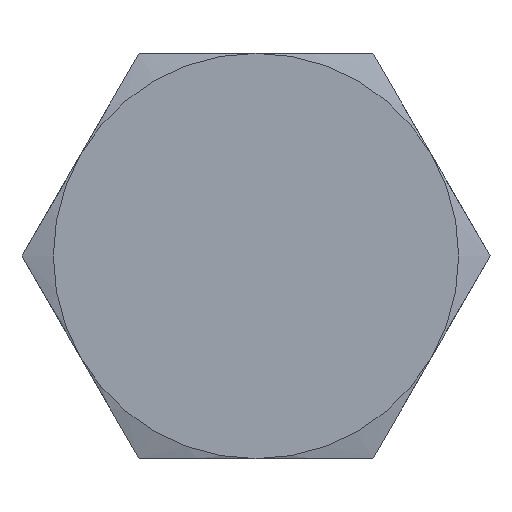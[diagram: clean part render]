
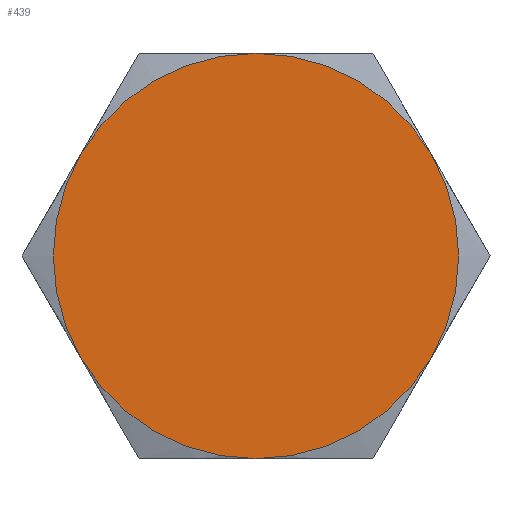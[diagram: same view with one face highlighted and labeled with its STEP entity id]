
A CAD part, left-side view. The second image highlights one B-rep face of the part: STEP entity #439.
In plain terms, the highlighted planar face has unit normal (-1, 0, 0).
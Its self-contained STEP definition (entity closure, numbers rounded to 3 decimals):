
#175=ORIENTED_EDGE('',*,*,#232,.F.);
#176=ORIENTED_EDGE('',*,*,#231,.F.);
#177=ORIENTED_EDGE('',*,*,#230,.F.);
#178=ORIENTED_EDGE('',*,*,#233,.F.);
#179=ORIENTED_EDGE('',*,*,#229,.F.);
#180=ORIENTED_EDGE('',*,*,#228,.F.);
#228=EDGE_CURVE('',#265,#262,#285,.T.);
#229=EDGE_CURVE('',#262,#272,#286,.T.);
#230=EDGE_CURVE('',#271,#269,#287,.T.);
#231=EDGE_CURVE('',#269,#267,#288,.T.);
#232=EDGE_CURVE('',#267,#265,#289,.T.);
#233=EDGE_CURVE('',#272,#271,#290,.T.);
#262=VERTEX_POINT('',#833);
#265=VERTEX_POINT('',#847);
#267=VERTEX_POINT('',#859);
#269=VERTEX_POINT('',#871);
#271=VERTEX_POINT('',#883);
#272=VERTEX_POINT('',#894);
#285=CIRCLE('',#490,13.5);
#286=CIRCLE('',#492,13.5);
#287=CIRCLE('',#494,13.5);
#288=CIRCLE('',#496,13.5);
#289=CIRCLE('',#498,13.5);
#290=CIRCLE('',#500,13.5);
#343=EDGE_LOOP('',(#175,#176,#177,#178,#179,#180));
#398=FACE_BOUND('',#343,.T.);
#410=PLANE('',#499);
#439=ADVANCED_FACE('',(#398),#410,.F.);
#490=AXIS2_PLACEMENT_3D('',#900,#588,#589);
#492=AXIS2_PLACEMENT_3D('',#902,#592,#593);
#494=AXIS2_PLACEMENT_3D('',#904,#596,#597);
#496=AXIS2_PLACEMENT_3D('',#906,#600,#601);
#498=AXIS2_PLACEMENT_3D('',#908,#604,#605);
#499=AXIS2_PLACEMENT_3D('',#909,#606,#607);
#500=AXIS2_PLACEMENT_3D('',#910,#608,#609);
#588=DIRECTION('',(1.,0.,0.));
#589=DIRECTION('',(0.,0.,-1.));
#592=DIRECTION('',(1.,0.,0.));
#593=DIRECTION('',(0.,0.,-1.));
#596=DIRECTION('',(1.,0.,0.));
#597=DIRECTION('',(0.,0.,-1.));
#600=DIRECTION('',(1.,0.,0.));
#601=DIRECTION('',(0.,0.,-1.));
#604=DIRECTION('',(1.,0.,0.));
#605=DIRECTION('',(0.,0.,-1.));
#606=DIRECTION('',(1.,0.,0.));
#607=DIRECTION('',(0.,0.,-1.));
#608=DIRECTION('',(1.,0.,0.));
#609=DIRECTION('',(0.,0.,-1.));
#833=CARTESIAN_POINT('',(-5.,0.,13.5));
#847=CARTESIAN_POINT('',(-5.,11.691,6.75));
#859=CARTESIAN_POINT('',(-5.,11.691,-6.75));
#871=CARTESIAN_POINT('',(-5.,0.,-13.5));
#883=CARTESIAN_POINT('',(-5.,-11.691,-6.75));
#894=CARTESIAN_POINT('',(-5.,-11.691,6.75));
#900=CARTESIAN_POINT('',(-5.,0.,0.));
#902=CARTESIAN_POINT('',(-5.,0.,0.));
#904=CARTESIAN_POINT('',(-5.,0.,0.));
#906=CARTESIAN_POINT('',(-5.,0.,0.));
#908=CARTESIAN_POINT('',(-5.,0.,0.));
#909=CARTESIAN_POINT('',(-5.,0.,0.));
#910=CARTESIAN_POINT('',(-5.,0.,0.));
